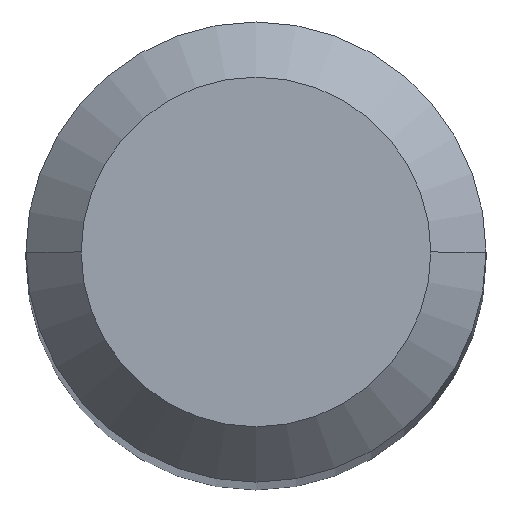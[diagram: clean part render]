
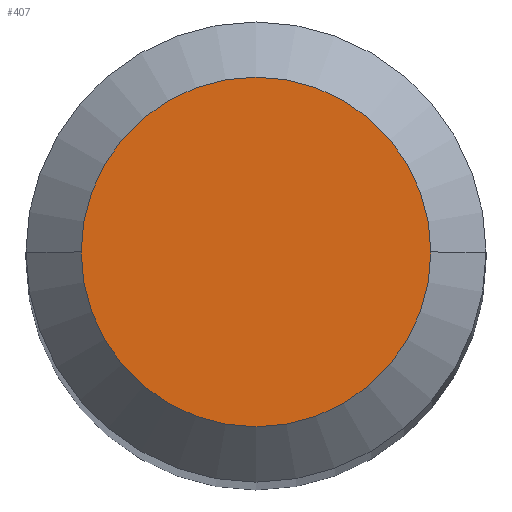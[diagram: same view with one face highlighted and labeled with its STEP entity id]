
A CAD part, top view. The second image highlights one B-rep face of the part: STEP entity #407.
In plain terms, the highlighted planar face has unit normal (0, 0, 1).
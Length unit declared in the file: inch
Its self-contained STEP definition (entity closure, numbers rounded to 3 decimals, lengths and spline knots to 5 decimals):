
#4 = DIRECTION ( 'NONE',  ( 1., 0., 0. ) ) ;
#59 = FACE_OUTER_BOUND ( 'NONE', #85, .T. ) ;
#85 = EDGE_LOOP ( 'NONE', ( #359, #195 ) ) ;
#90 = AXIS2_PLACEMENT_3D ( 'NONE', #112, #269, #4 ) ;
#112 = CARTESIAN_POINT ( 'NONE',  ( 0., 0., 0. ) ) ;
#121 = CIRCLE ( 'NONE', #90, 0.0475 ) ;
#134 = DIRECTION ( 'NONE',  ( 0., 0., -1. ) ) ;
#171 = CIRCLE ( 'NONE', #409, 0.0475 ) ;
#195 = ORIENTED_EDGE ( 'NONE', *, *, #302, .T. ) ;
#208 = VERTEX_POINT ( 'NONE', #224 ) ;
#214 = DIRECTION ( 'NONE',  ( -1., 0., 0. ) ) ;
#224 = CARTESIAN_POINT ( 'NONE',  ( -0.0475, 0., 0. ) ) ;
#243 = DIRECTION ( 'NONE',  ( 0., 0., 1. ) ) ;
#251 = CARTESIAN_POINT ( 'NONE',  ( 0., 0.0475, 0. ) ) ;
#269 = DIRECTION ( 'NONE',  ( 0., 0., 1. ) ) ;
#302 = EDGE_CURVE ( 'NONE', #445, #208, #121, .T. ) ;
#318 = DIRECTION ( 'NONE',  ( 1., 0., 0. ) ) ;
#322 = EDGE_CURVE ( 'NONE', #208, #445, #171, .T. ) ;
#359 = ORIENTED_EDGE ( 'NONE', *, *, #322, .T. ) ;
#370 = CARTESIAN_POINT ( 'NONE',  ( 0.0475, 0., 0. ) ) ;
#407 = ADVANCED_FACE ( 'NONE', ( #59 ), #488, .F. ) ;
#409 = AXIS2_PLACEMENT_3D ( 'NONE', #437, #243, #318 ) ;
#437 = CARTESIAN_POINT ( 'NONE',  ( 0., 0., 0. ) ) ;
#445 = VERTEX_POINT ( 'NONE', #370 ) ;
#468 = AXIS2_PLACEMENT_3D ( 'NONE', #251, #134, #214 ) ;
#488 = PLANE ( 'NONE',  #468 ) ;
